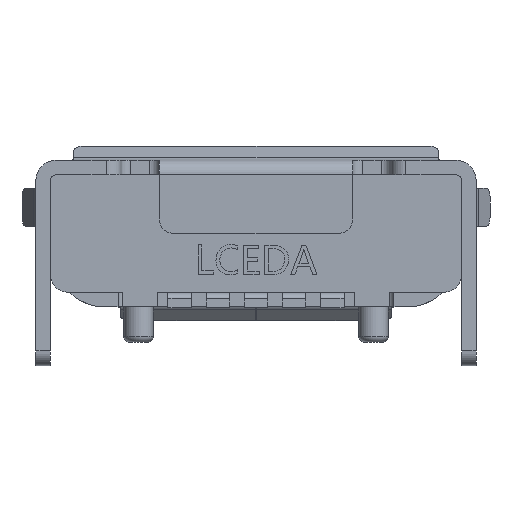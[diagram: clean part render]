
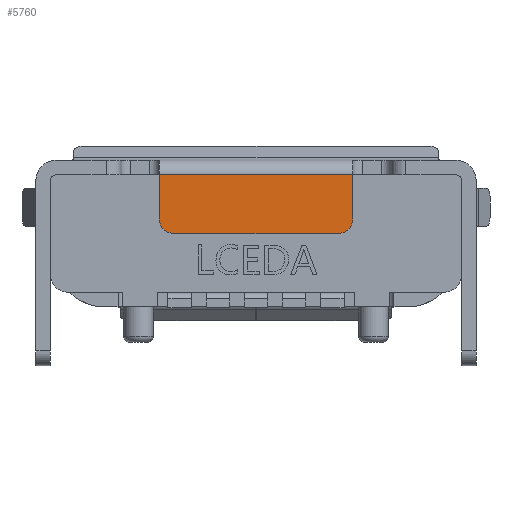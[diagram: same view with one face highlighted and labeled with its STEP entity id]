
A CAD part, front view. The second image highlights one B-rep face of the part: STEP entity #5760.
In plain terms, the highlighted planar face has unit normal (0, -1, 0).
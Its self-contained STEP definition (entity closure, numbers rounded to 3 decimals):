
#111 = AXIS2_PLACEMENT_3D ( 'NONE', #16875, #28042, #26210 ) ;
#756 = VERTEX_POINT ( 'NONE', #9817 ) ;
#1349 = CARTESIAN_POINT ( 'NONE',  ( -1.65, -2.85, 2.3 ) ) ;
#1754 = CARTESIAN_POINT ( 'NONE',  ( 1.4, -2.85, 1.3 ) ) ;
#2611 = ORIENTED_EDGE ( 'NONE', *, *, #12478, .T. ) ;
#3198 = EDGE_CURVE ( 'NONE', #19091, #15963, #29467, .T. ) ;
#5098 = EDGE_CURVE ( 'NONE', #26104, #21016, #26503, .T. ) ;
#5668 = DIRECTION ( 'NONE',  ( 0., 0., 1. ) ) ;
#5760 = ADVANCED_FACE ( 'NONE', ( #16574 ), #6745, .F. ) ;
#6055 = CARTESIAN_POINT ( 'NONE',  ( -1.65, -2.85, 1.3 ) ) ;
#6199 = LINE ( 'NONE', #24588, #21709 ) ;
#6523 = CIRCLE ( 'NONE', #21929, 0.25 ) ;
#6745 = PLANE ( 'NONE',  #22567 ) ;
#6751 = ORIENTED_EDGE ( 'NONE', *, *, #17740, .T. ) ;
#8050 = CARTESIAN_POINT ( 'NONE',  ( 1.4, -2.85, 1.55 ) ) ;
#8271 = CARTESIAN_POINT ( 'NONE',  ( -1.65, -2.85, 0.049 ) ) ;
#9817 = CARTESIAN_POINT ( 'NONE',  ( 1.65, -2.85, 1.55 ) ) ;
#10066 = DIRECTION ( 'NONE',  ( 0., 1., 0. ) ) ;
#10365 = ORIENTED_EDGE ( 'NONE', *, *, #3198, .T. ) ;
#10520 = DIRECTION ( 'NONE',  ( -1., 0., 0. ) ) ;
#10631 = EDGE_CURVE ( 'NONE', #26104, #756, #6199, .T. ) ;
#11030 = DIRECTION ( 'NONE',  ( 0., 0., 1. ) ) ;
#12478 = EDGE_CURVE ( 'NONE', #15963, #16998, #20218, .T. ) ;
#12811 = ORIENTED_EDGE ( 'NONE', *, *, #10631, .F. ) ;
#14799 = CARTESIAN_POINT ( 'NONE',  ( -1.65, -2.85, 1.55 ) ) ;
#15558 = ORIENTED_EDGE ( 'NONE', *, *, #5098, .T. ) ;
#15963 = VERTEX_POINT ( 'NONE', #22196 ) ;
#16574 = FACE_OUTER_BOUND ( 'NONE', #22538, .T. ) ;
#16875 = CARTESIAN_POINT ( 'NONE',  ( -1.4, -2.85, 1.55 ) ) ;
#16998 = VERTEX_POINT ( 'NONE', #1754 ) ;
#17310 = DIRECTION ( 'NONE',  ( 0., 0., 1. ) ) ;
#17740 = EDGE_CURVE ( 'NONE', #16998, #756, #6523, .T. ) ;
#18275 = EDGE_CURVE ( 'NONE', #19091, #21016, #26994, .T. ) ;
#18910 = VECTOR ( 'NONE', #29299, 1000. ) ;
#19000 = VECTOR ( 'NONE', #11030, 1000. ) ;
#19091 = VERTEX_POINT ( 'NONE', #14799 ) ;
#19227 = ORIENTED_EDGE ( 'NONE', *, *, #18275, .F. ) ;
#19652 = DIRECTION ( 'NONE',  ( 0., -1., 0. ) ) ;
#20163 = CARTESIAN_POINT ( 'NONE',  ( -1.65, -2.85, 2.3 ) ) ;
#20218 = LINE ( 'NONE', #6055, #18910 ) ;
#21016 = VERTEX_POINT ( 'NONE', #20163 ) ;
#21648 = CARTESIAN_POINT ( 'NONE',  ( -3.75, -2.85, 2.55 ) ) ;
#21709 = VECTOR ( 'NONE', #22615, 1000. ) ;
#21929 = AXIS2_PLACEMENT_3D ( 'NONE', #8050, #19652, #5668 ) ;
#22087 = CARTESIAN_POINT ( 'NONE',  ( 1.65, -2.85, 2.3 ) ) ;
#22196 = CARTESIAN_POINT ( 'NONE',  ( -1.4, -2.85, 1.3 ) ) ;
#22538 = EDGE_LOOP ( 'NONE', ( #2611, #6751, #12811, #15558, #19227, #10365 ) ) ;
#22567 = AXIS2_PLACEMENT_3D ( 'NONE', #21648, #10066, #17310 ) ;
#22615 = DIRECTION ( 'NONE',  ( 0., 0., -1. ) ) ;
#24588 = CARTESIAN_POINT ( 'NONE',  ( 1.65, -2.85, 0.049 ) ) ;
#26104 = VERTEX_POINT ( 'NONE', #22087 ) ;
#26210 = DIRECTION ( 'NONE',  ( 0., 0., 1. ) ) ;
#26503 = LINE ( 'NONE', #1349, #27099 ) ;
#26994 = LINE ( 'NONE', #8271, #19000 ) ;
#27099 = VECTOR ( 'NONE', #10520, 1000. ) ;
#28042 = DIRECTION ( 'NONE',  ( 0., -1., 0. ) ) ;
#29299 = DIRECTION ( 'NONE',  ( 1., 0., 0. ) ) ;
#29467 = CIRCLE ( 'NONE', #111, 0.25 ) ;
